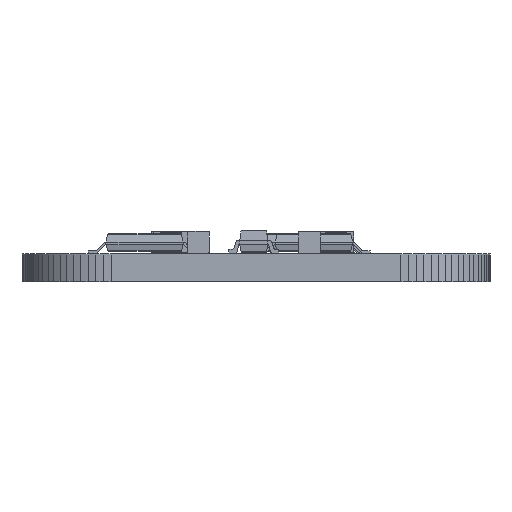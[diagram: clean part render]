
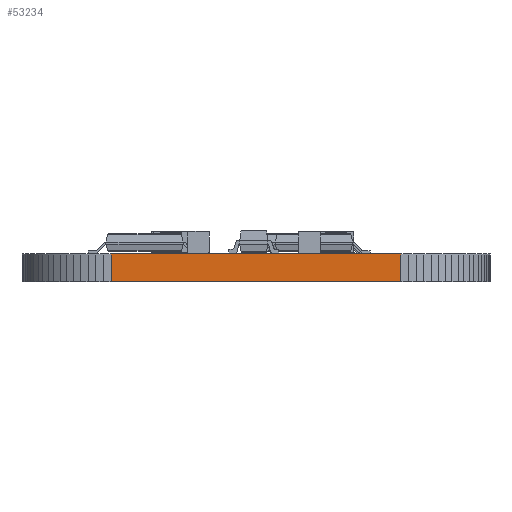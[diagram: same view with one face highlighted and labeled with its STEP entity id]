
A CAD part, front view. The second image highlights one B-rep face of the part: STEP entity #53234.
In plain terms, the highlighted planar face has unit normal (0, -1, 0).
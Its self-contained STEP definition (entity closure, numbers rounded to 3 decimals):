
#43273 = PLANE('',#43274);
#43274 = AXIS2_PLACEMENT_3D('',#43275,#43276,#43277);
#43275 = CARTESIAN_POINT('',(11.43,-39.37,1.58));
#43276 = DIRECTION('',(-0.,-0.,-1.));
#43277 = DIRECTION('',(-1.,0.,0.));
#43327 = PLANE('',#43328);
#43328 = AXIS2_PLACEMENT_3D('',#43329,#43330,#43331);
#43329 = CARTESIAN_POINT('',(11.43,-39.37,0.));
#43330 = DIRECTION('',(-0.,-0.,-1.));
#43331 = DIRECTION('',(-1.,0.,0.));
#44416 = VERTEX_POINT('',#44417);
#44417 = CARTESIAN_POINT('',(19.685,-84.455,0.));
#44431 = PLANE('',#44432);
#44432 = AXIS2_PLACEMENT_3D('',#44433,#44434,#44435);
#44433 = CARTESIAN_POINT('',(20.128,-84.436,0.));
#44434 = DIRECTION('',(0.044,-0.999,0.));
#44435 = DIRECTION('',(-0.999,-0.044,0.));
#44443 = EDGE_CURVE('',#44416,#44444,#44446,.T.);
#44444 = VERTEX_POINT('',#44445);
#44445 = CARTESIAN_POINT('',(3.175,-84.455,0.));
#44446 = SURFACE_CURVE('',#44447,(#44451,#44458),.PCURVE_S1.);
#44447 = LINE('',#44448,#44449);
#44448 = CARTESIAN_POINT('',(19.685,-84.455,0.));
#44449 = VECTOR('',#44450,1.);
#44450 = DIRECTION('',(-1.,0.,0.));
#44451 = PCURVE('',#43327,#44452);
#44452 = DEFINITIONAL_REPRESENTATION('',(#44453),#44457);
#44453 = LINE('',#44454,#44455);
#44454 = CARTESIAN_POINT('',(-8.255,-45.085));
#44455 = VECTOR('',#44456,1.);
#44456 = DIRECTION('',(1.,0.));
#44457 = ( GEOMETRIC_REPRESENTATION_CONTEXT(2) 
PARAMETRIC_REPRESENTATION_CONTEXT() REPRESENTATION_CONTEXT('2D SPACE',''
  ) );
#44458 = PCURVE('',#44459,#44464);
#44459 = PLANE('',#44460);
#44460 = AXIS2_PLACEMENT_3D('',#44461,#44462,#44463);
#44461 = CARTESIAN_POINT('',(19.685,-84.455,0.));
#44462 = DIRECTION('',(0.,-1.,0.));
#44463 = DIRECTION('',(-1.,0.,0.));
#44464 = DEFINITIONAL_REPRESENTATION('',(#44465),#44469);
#44465 = LINE('',#44466,#44467);
#44466 = CARTESIAN_POINT('',(0.,-0.));
#44467 = VECTOR('',#44468,1.);
#44468 = DIRECTION('',(1.,0.));
#44469 = ( GEOMETRIC_REPRESENTATION_CONTEXT(2) 
PARAMETRIC_REPRESENTATION_CONTEXT() REPRESENTATION_CONTEXT('2D SPACE',''
  ) );
#44487 = PLANE('',#44488);
#44488 = AXIS2_PLACEMENT_3D('',#44489,#44490,#44491);
#44489 = CARTESIAN_POINT('',(3.175,-84.455,0.));
#44490 = DIRECTION('',(-0.044,-0.999,0.));
#44491 = DIRECTION('',(-0.999,0.044,0.));
#48534 = VERTEX_POINT('',#48535);
#48535 = CARTESIAN_POINT('',(19.685,-84.455,1.58));
#48556 = EDGE_CURVE('',#48534,#48557,#48559,.T.);
#48557 = VERTEX_POINT('',#48558);
#48558 = CARTESIAN_POINT('',(3.175,-84.455,1.58));
#48559 = SURFACE_CURVE('',#48560,(#48564,#48571),.PCURVE_S1.);
#48560 = LINE('',#48561,#48562);
#48561 = CARTESIAN_POINT('',(19.685,-84.455,1.58));
#48562 = VECTOR('',#48563,1.);
#48563 = DIRECTION('',(-1.,0.,0.));
#48564 = PCURVE('',#43273,#48565);
#48565 = DEFINITIONAL_REPRESENTATION('',(#48566),#48570);
#48566 = LINE('',#48567,#48568);
#48567 = CARTESIAN_POINT('',(-8.255,-45.085));
#48568 = VECTOR('',#48569,1.);
#48569 = DIRECTION('',(1.,0.));
#48570 = ( GEOMETRIC_REPRESENTATION_CONTEXT(2) 
PARAMETRIC_REPRESENTATION_CONTEXT() REPRESENTATION_CONTEXT('2D SPACE',''
  ) );
#48571 = PCURVE('',#44459,#48572);
#48572 = DEFINITIONAL_REPRESENTATION('',(#48573),#48577);
#48573 = LINE('',#48574,#48575);
#48574 = CARTESIAN_POINT('',(0.,-1.58));
#48575 = VECTOR('',#48576,1.);
#48576 = DIRECTION('',(1.,0.));
#48577 = ( GEOMETRIC_REPRESENTATION_CONTEXT(2) 
PARAMETRIC_REPRESENTATION_CONTEXT() REPRESENTATION_CONTEXT('2D SPACE',''
  ) );
#53186 = EDGE_CURVE('',#44416,#48534,#53187,.T.);
#53187 = SURFACE_CURVE('',#53188,(#53192,#53199),.PCURVE_S1.);
#53188 = LINE('',#53189,#53190);
#53189 = CARTESIAN_POINT('',(19.685,-84.455,0.));
#53190 = VECTOR('',#53191,1.);
#53191 = DIRECTION('',(0.,0.,1.));
#53192 = PCURVE('',#44431,#53193);
#53193 = DEFINITIONAL_REPRESENTATION('',(#53194),#53198);
#53194 = LINE('',#53195,#53196);
#53195 = CARTESIAN_POINT('',(0.443,0.));
#53196 = VECTOR('',#53197,1.);
#53197 = DIRECTION('',(0.,-1.));
#53198 = ( GEOMETRIC_REPRESENTATION_CONTEXT(2) 
PARAMETRIC_REPRESENTATION_CONTEXT() REPRESENTATION_CONTEXT('2D SPACE',''
  ) );
#53199 = PCURVE('',#44459,#53200);
#53200 = DEFINITIONAL_REPRESENTATION('',(#53201),#53205);
#53201 = LINE('',#53202,#53203);
#53202 = CARTESIAN_POINT('',(0.,-0.));
#53203 = VECTOR('',#53204,1.);
#53204 = DIRECTION('',(0.,-1.));
#53205 = ( GEOMETRIC_REPRESENTATION_CONTEXT(2) 
PARAMETRIC_REPRESENTATION_CONTEXT() REPRESENTATION_CONTEXT('2D SPACE',''
  ) );
#53234 = ADVANCED_FACE('',(#53235),#44459,.T.);
#53235 = FACE_BOUND('',#53236,.T.);
#53236 = EDGE_LOOP('',(#53237,#53238,#53239,#53260));
#53237 = ORIENTED_EDGE('',*,*,#53186,.T.);
#53238 = ORIENTED_EDGE('',*,*,#48556,.T.);
#53239 = ORIENTED_EDGE('',*,*,#53240,.F.);
#53240 = EDGE_CURVE('',#44444,#48557,#53241,.T.);
#53241 = SURFACE_CURVE('',#53242,(#53246,#53253),.PCURVE_S1.);
#53242 = LINE('',#53243,#53244);
#53243 = CARTESIAN_POINT('',(3.175,-84.455,0.));
#53244 = VECTOR('',#53245,1.);
#53245 = DIRECTION('',(0.,0.,1.));
#53246 = PCURVE('',#44459,#53247);
#53247 = DEFINITIONAL_REPRESENTATION('',(#53248),#53252);
#53248 = LINE('',#53249,#53250);
#53249 = CARTESIAN_POINT('',(16.51,0.));
#53250 = VECTOR('',#53251,1.);
#53251 = DIRECTION('',(0.,-1.));
#53252 = ( GEOMETRIC_REPRESENTATION_CONTEXT(2) 
PARAMETRIC_REPRESENTATION_CONTEXT() REPRESENTATION_CONTEXT('2D SPACE',''
  ) );
#53253 = PCURVE('',#44487,#53254);
#53254 = DEFINITIONAL_REPRESENTATION('',(#53255),#53259);
#53255 = LINE('',#53256,#53257);
#53256 = CARTESIAN_POINT('',(0.,0.));
#53257 = VECTOR('',#53258,1.);
#53258 = DIRECTION('',(0.,-1.));
#53259 = ( GEOMETRIC_REPRESENTATION_CONTEXT(2) 
PARAMETRIC_REPRESENTATION_CONTEXT() REPRESENTATION_CONTEXT('2D SPACE',''
  ) );
#53260 = ORIENTED_EDGE('',*,*,#44443,.F.);
